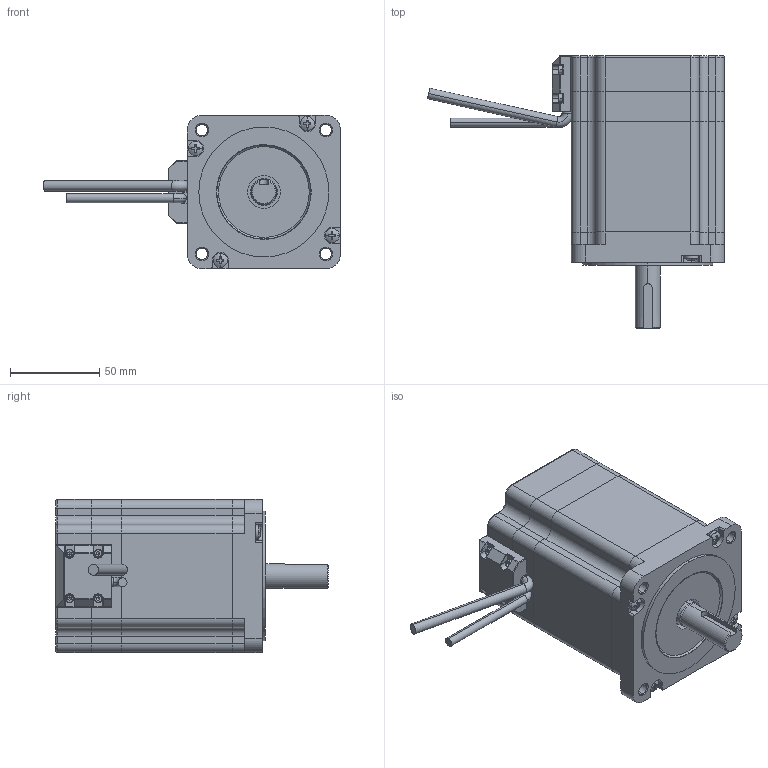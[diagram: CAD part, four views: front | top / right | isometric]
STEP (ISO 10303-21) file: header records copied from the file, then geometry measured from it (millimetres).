
FILE_DESCRIPTION (( 'STEP AP214' ), '1' );
FILE_NAME ('86BL115.STEP', '2022-07-05T05:48:33', ( '' ), ( '' ), 'SwSTEP 2.0', 'SolidWorks 2020', '' );
FILE_SCHEMA (( 'AUTOMOTIVE_DESIGN' ));
Length unit declared in the file: millimetre
Products named in the file (8): 86綴傷裔; 86ヶ傷裔; hexagon socket head cap screws gb_GB_FASTENER_SCREWS_HSHCS M2.5X8-S; 25.6x16邧揤盄裔; 86H280A37瑩羞; 86BL115; 86隅赽82; cross recessed pan head screws gb_GB_CROSS_SCREWS_TYPE1 M4X40-40  H type-N
Assembly tree (13 placements, depth 2):
  86BL115
    86隅赽82
    86ヶ傷裔
    86綴傷裔
    86H280A37瑩羞
    25.6x16邧揤盄裔
    hexagon socket head cap screws gb_GB_FASTENER_SCREWS_HSHCS M2.5X8-S  x4
    cross recessed pan head screws gb_GB_CROSS_SCREWS_TYPE1 M4X40-40  H type-N  x4
Bounding box: 166.74 x 153 x 86 mm (x, y, z)
Volume: 794061.7 mm3; surface area: 114000.9 mm2
Topology: 14 solids, 14 shells, 1261 faces, 2821 edges, 1581 vertices
Faces by surface type: cylinder 476, cone 473, plane 245, sphere 34, torus 31, bspline 2
Entity records: 20815 total; most frequent: DIRECTION 3431, CARTESIAN_POINT 3324, ORIENTED_EDGE 2938, EDGE_CURVE 1469, AXIS2_PLACEMENT_3D 1337, VERTEX_POINT 870, VECTOR 757, LINE 757
